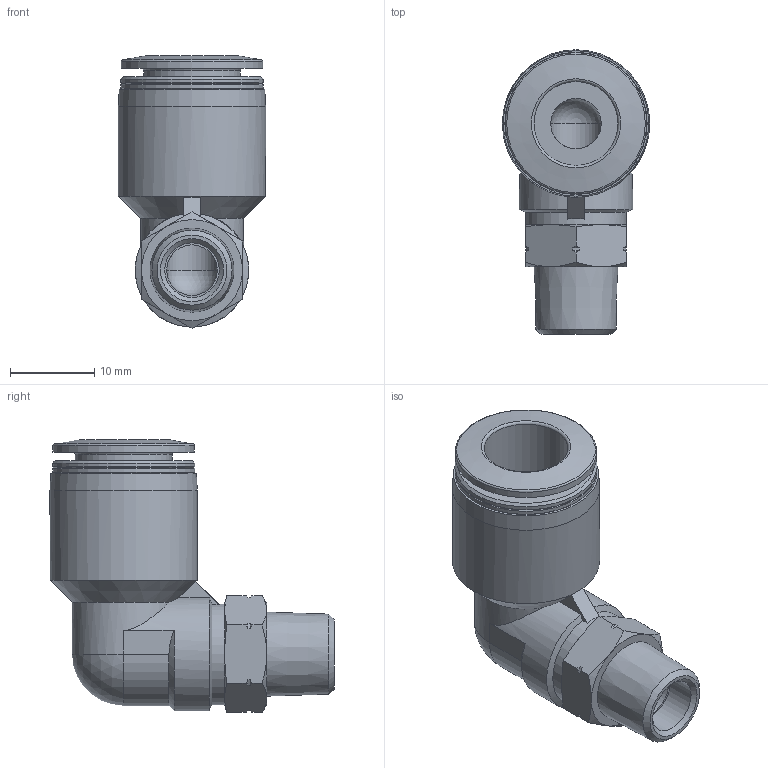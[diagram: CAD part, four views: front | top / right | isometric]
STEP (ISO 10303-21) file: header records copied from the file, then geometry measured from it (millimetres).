
FILE_DESCRIPTION(/* description */ ('STEP AP214'),/* implementation_level */ '2;1');
FILE_NAME(/* name */ '190658_QSL-1_8-10',/* time_stamp */ '2024-09-10T08:52:21+02:00',/* author */ ('License CC BY-ND 4.0'),/* organization */ ('CADENAS'),/* preprocessor_version */ 'ST-DEVELOPER v19.3',/* originating_system */ 'PARTsolutions',/* authorisation */ ' ');
FILE_SCHEMA (('AUTOMOTIVE_DESIGN {1 0 10303 214 3 1 1}'));
Length unit declared in the file: millimetre
Products named in the file (1): 190658 QSL-1/8-10
Bounding box: 17.5 x 33.75 x 32.43 mm (x, y, z)
Volume: 5201.1 mm3; surface area: 3908.1 mm2
Topology: 1 solids, 1 shells, 78 faces, 186 edges, 113 vertices
Faces by surface type: cone 36, cylinder 19, plane 18, torus 3, sphere 2
Full cylindrical faces by diameter (mm): 6 x2, 6.485 x1, 10 x1, 11.5 x1, 12 x1, 16.8 x1, 16.9 x2, 17.5 x1
Entity records: 2707 total; most frequent: CARTESIAN_POINT 528, DIRECTION 318, ORIENTED_EDGE 314, EDGE_CURVE 157, AXIS2_PLACEMENT_3D 141, VERTEX_POINT 109, EDGE_LOOP 108, FACE_BOUND 108
